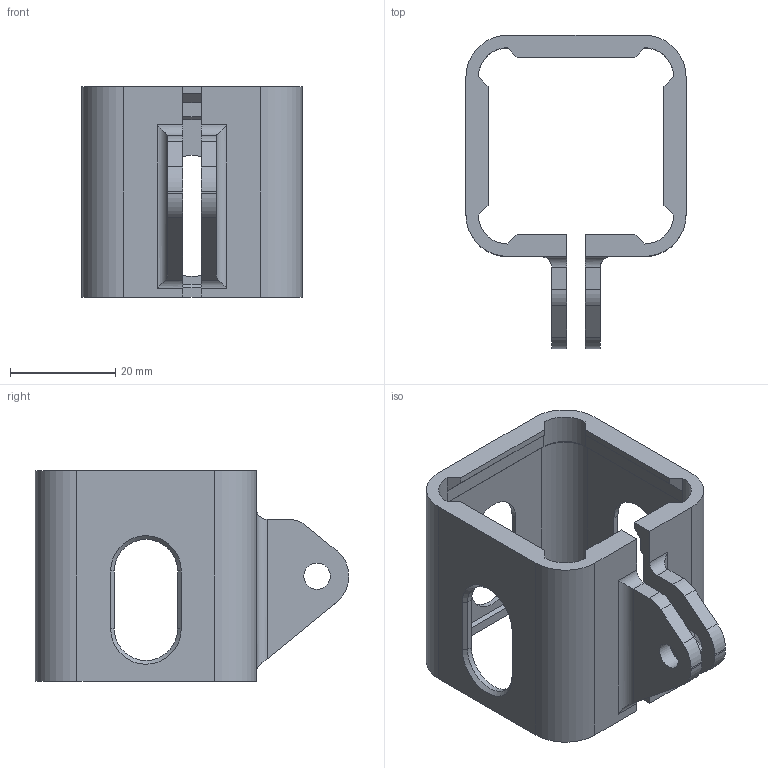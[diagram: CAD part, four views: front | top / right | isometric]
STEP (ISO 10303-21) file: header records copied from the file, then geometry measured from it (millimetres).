
FILE_DESCRIPTION(/* description */ (''),/* implementation_level */ '2;1');
FILE_NAME(/* name */ 'Runcam 3 cage v9.step',/* time_stamp */ '2017-08-29T08:33:00+02:00',/* author */ (''),/* organization */ (''),/* preprocessor_version */ 'ST-DEVELOPER v16.13',/* originating_system */ 'Autodesk Translation Framework v6.1.1.50',/* authorisation */ '');
FILE_SCHEMA (('AUTOMOTIVE_DESIGN { 1 0 10303 214 3 1 1 }'));
Length unit declared in the file: millimetre
Products named in the file (2): Runcam 3 cage v10; Cage
Assembly tree (1 placements, depth 2):
  Runcam 3 cage v10
    Cage
Bounding box: 41.8 x 59.5 x 40 mm (x, y, z)
Volume: 11695.7 mm3; surface area: 12886 mm2
Topology: 1 solids, 1 shells, 124 faces, 320 edges, 198 vertices
Faces by surface type: plane 74, cylinder 36, cone 14
Full cylindrical faces by diameter (mm): 5 x1, 5.15 x1
Entity records: 3786 total; most frequent: DIRECTION 656, CARTESIAN_POINT 643, ORIENTED_EDGE 636, EDGE_CURVE 318, LINE 234, VECTOR 234, AXIS2_PLACEMENT_3D 211, VERTEX_POINT 198
